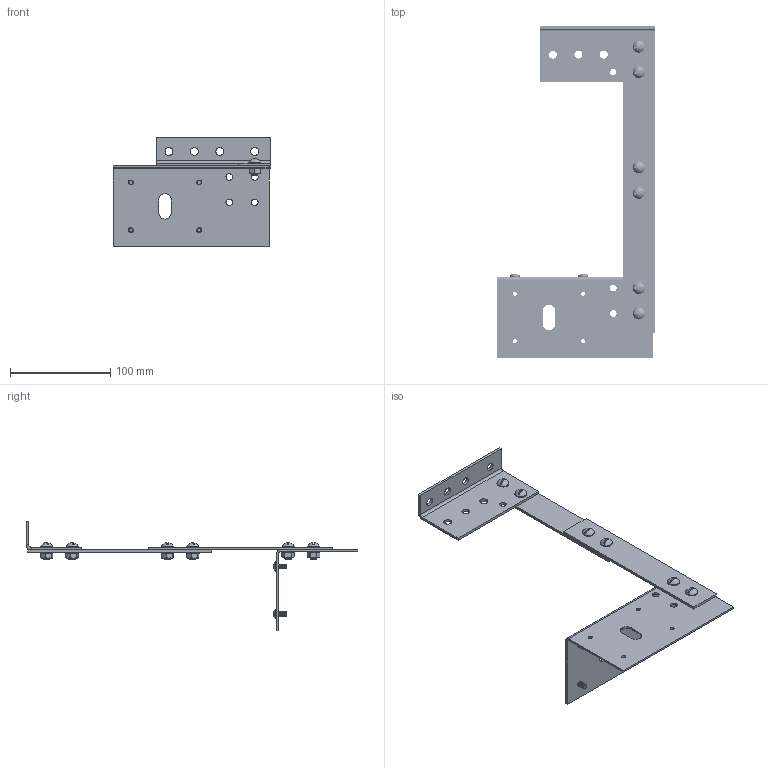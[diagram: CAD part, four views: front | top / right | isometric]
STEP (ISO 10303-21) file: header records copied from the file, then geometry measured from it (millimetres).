
FILE_DESCRIPTION(/* description */ ('BRACKET HANGER ASSEMBLY'),/* implementation_level */ '2;1');
FILE_NAME(/* name */ 'BH0404.stp',/* time_stamp */ '2019-03-13T13:06:06-05:00',/* author */ ('bbirch1'),/* organization */ (''),/* preprocessor_version */ 'ST-DEVELOPER v16.13',/* originating_system */ 'Autodesk Inventor 2018',/* authorisation */ '');
FILE_SCHEMA (('AUTOMOTIVE_DESIGN { 1 0 10303 214 3 1 1 }'));
Length unit declared in the file: inch
Products named in the file (7): BH0404; BH0404BP; BH0404TP; BH0404ST; 372110; 34937; 37242
Assembly tree (20 placements, depth 2):
  BH0404
    BH0404BP
    BH0404ST  x2
    BH0404TP
    372110  x4
    34937  x6
    37242  x6
Bounding box: 157.16 x 331.85 x 109.6 mm (x, y, z)
Volume: 105742.6 mm3; surface area: 103896.1 mm2
Topology: 20 solids, 20 shells, 1036 faces, 3184 edges, 2220 vertices
Faces by surface type: plane 332, cylinder 318, cone 200, bspline 156, torus 20, sphere 10
Full cylindrical faces by diameter (mm): 4.039 x8, 6.35 x11, 6.655 x8, 7.938 x7, 8.757 x6, 9.474 x4, 11.989 x6
Entity records: 14100 total; most frequent: CARTESIAN_POINT 7500, ORIENTED_EDGE 1420, DIRECTION 1192, EDGE_CURVE 710, VERTEX_POINT 523, AXIS2_PLACEMENT_3D 489, EDGE_LOOP 359, FACE_OUTER_BOUND 246
